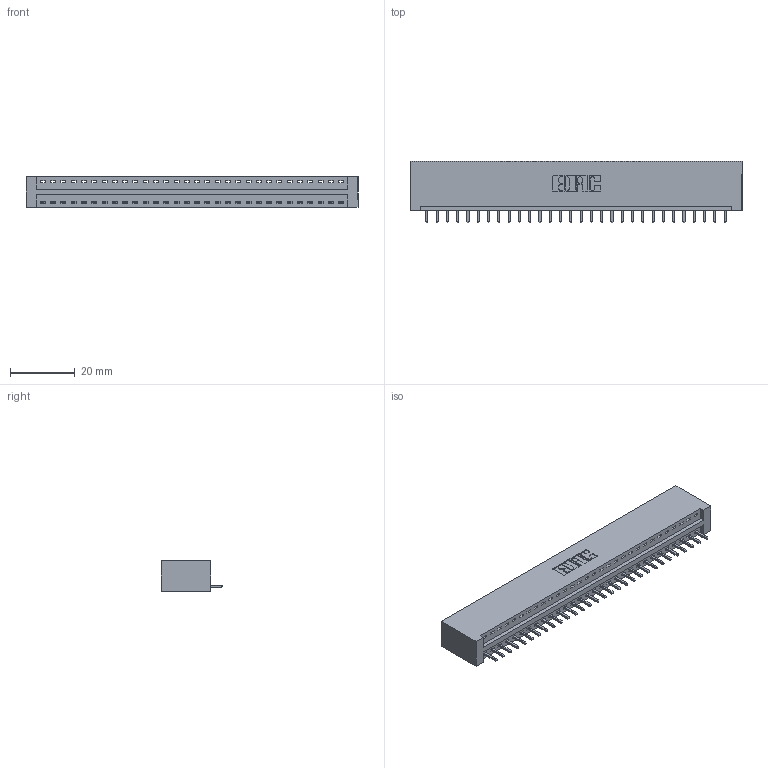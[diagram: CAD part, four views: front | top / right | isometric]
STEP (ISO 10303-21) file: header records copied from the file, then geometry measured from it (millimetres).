
FILE_DESCRIPTION (( 'STEP AP203' ), '1' );
FILE_NAME ('396-030-521-101.STEP', '2018-09-05T06:05:43', ( '' ), ( '' ), 'SwSTEP 2.0', 'SolidWorks 2016', '' );
FILE_SCHEMA (( 'CONFIG_CONTROL_DESIGN' ));
Length unit declared in the file: inch
Products named in the file (3): 346 Part_No Mounting Lugs; 345-292-001_345-293-121; 396-030-521-101
Assembly tree (31 placements, depth 2):
  396-030-521-101
    346 Part_No Mounting Lugs
    345-292-001_345-293-121  x30
Bounding box: 102.49 x 19.05 x 9.4 mm (x, y, z)
Volume: 10191.8 mm3; surface area: 12344.6 mm2
Topology: 31 solids, 31 shells, 1854 faces, 5585 edges, 3682 vertices
Faces by surface type: plane 1272, cylinder 582
Entity records: 19975 total; most frequent: CARTESIAN_POINT 3434, ORIENTED_EDGE 3398, DIRECTION 3039, EDGE_CURVE 1699, LINE 1455, VECTOR 1455, VERTEX_POINT 1130, AXIS2_PLACEMENT_3D 792
